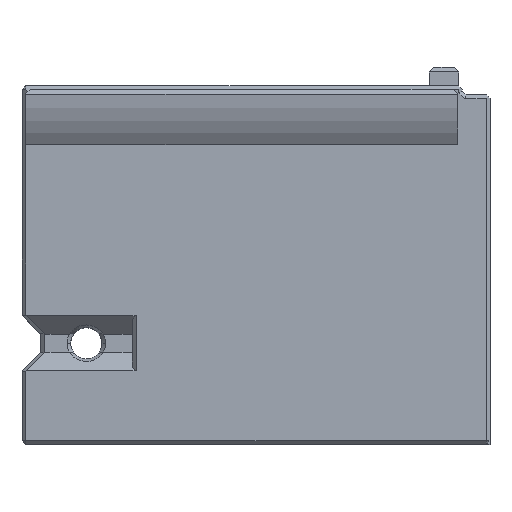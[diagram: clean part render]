
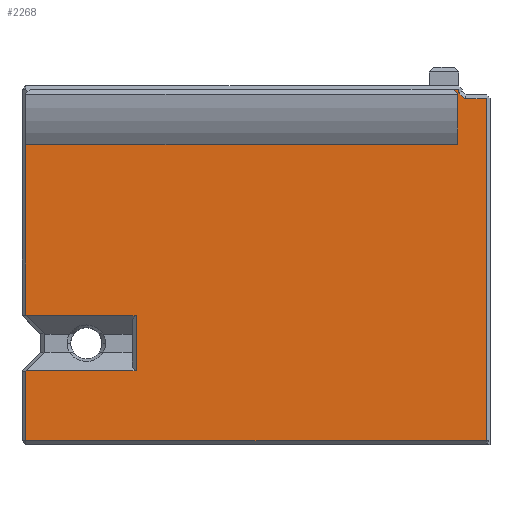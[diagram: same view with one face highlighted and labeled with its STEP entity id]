
A CAD part, top view. The second image highlights one B-rep face of the part: STEP entity #2268.
In plain terms, the highlighted planar face has unit normal (0, 0, 1).
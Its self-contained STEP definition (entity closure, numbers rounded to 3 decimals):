
#15 = VERTEX_POINT ( 'NONE', #1336 ) ;
#18 = ORIENTED_EDGE ( 'NONE', *, *, #1553, .F. ) ;
#74 = CARTESIAN_POINT ( 'NONE',  ( -50.9, 0., 4.2 ) ) ;
#77 = DIRECTION ( 'NONE',  ( -1., 0., 0. ) ) ;
#104 = DIRECTION ( 'NONE',  ( 0.707, -0.707, 0. ) ) ;
#116 = DIRECTION ( 'NONE',  ( 1., 0., 0. ) ) ;
#140 = ORIENTED_EDGE ( 'NONE', *, *, #3479, .F. ) ;
#159 = LINE ( 'NONE', #216, #4084 ) ;
#216 = CARTESIAN_POINT ( 'NONE',  ( -38.5, 5.5, 4.2 ) ) ;
#233 = VECTOR ( 'NONE', #5522, 1000. ) ;
#347 = VERTEX_POINT ( 'NONE', #4601 ) ;
#507 = VERTEX_POINT ( 'NONE', #4263 ) ;
#521 = DIRECTION ( 'NONE',  ( 0.707, -0.707, 0. ) ) ;
#590 = CARTESIAN_POINT ( 'NONE',  ( -50.5, 14.045, 4.2 ) ) ;
#670 = VERTEX_POINT ( 'NONE', #1079 ) ;
#743 = CARTESIAN_POINT ( 'NONE',  ( -38.175, 38.6, 4.2 ) ) ;
#822 = CARTESIAN_POINT ( 'NONE',  ( -38.175, 0.4, 4.2 ) ) ;
#851 = PLANE ( 'NONE',  #3136 ) ;
#963 = VECTOR ( 'NONE', #3695, 1000. ) ;
#997 = VERTEX_POINT ( 'NONE', #3281 ) ;
#1059 = DIRECTION ( 'NONE',  ( 0., 1., 0. ) ) ;
#1079 = CARTESIAN_POINT ( 'NONE',  ( -3.516, 38.1, 4.2 ) ) ;
#1113 = CARTESIAN_POINT ( 'NONE',  ( -50.5, 32.6, 4.2 ) ) ;
#1145 = CARTESIAN_POINT ( 'NONE',  ( -51.142, 7.634, 4.2 ) ) ;
#1273 = EDGE_CURVE ( 'NONE', #4897, #5849, #3617, .T. ) ;
#1289 = LINE ( 'NONE', #4471, #3628 ) ;
#1336 = CARTESIAN_POINT ( 'NONE',  ( -0.4, 37.6, 4.2 ) ) ;
#1355 = VECTOR ( 'NONE', #3263, 1000. ) ;
#1386 = LINE ( 'NONE', #822, #963 ) ;
#1390 = VERTEX_POINT ( 'NONE', #5150 ) ;
#1484 = LINE ( 'NONE', #2809, #6075 ) ;
#1489 = CARTESIAN_POINT ( 'NONE',  ( -3.4, 38.234, 4.2 ) ) ;
#1553 = EDGE_CURVE ( 'NONE', #997, #3158, #159, .T. ) ;
#1637 = LINE ( 'NONE', #2508, #2549 ) ;
#1666 = EDGE_CURVE ( 'NONE', #4071, #670, #1790, .T. ) ;
#1790 = LINE ( 'NONE', #4069, #3141 ) ;
#1933 = VECTOR ( 'NONE', #2261, 1000. ) ;
#2052 = EDGE_CURVE ( 'NONE', #1390, #15, #1289, .T. ) ;
#2087 = CARTESIAN_POINT ( 'NONE',  ( -0.4, 0., 4.2 ) ) ;
#2166 = DIRECTION ( 'NONE',  ( 1., 0., 0. ) ) ;
#2189 = DIRECTION ( 'NONE',  ( 1., 0., 0. ) ) ;
#2261 = DIRECTION ( 'NONE',  ( 0., 1., 0. ) ) ;
#2268 = ADVANCED_FACE ( 'NONE', ( #5290 ), #851, .T. ) ;
#2508 = CARTESIAN_POINT ( 'NONE',  ( -50.9, 14., 4.2 ) ) ;
#2523 = DIRECTION ( 'NONE',  ( -0.894, 0.447, 0. ) ) ;
#2549 = VECTOR ( 'NONE', #2166, 1000. ) ;
#2575 = EDGE_LOOP ( 'NONE', ( #5795, #140, #4621, #6001, #5064, #18, #5638, #2959, #4968, #4940, #3385, #3943, #4855, #3684, #5689, #3904 ) ) ;
#2591 = CARTESIAN_POINT ( 'NONE',  ( -0.4, 0.4, 4.2 ) ) ;
#2729 = VECTOR ( 'NONE', #77, 1000. ) ;
#2809 = CARTESIAN_POINT ( 'NONE',  ( -5.558, 40.392, 4.2 ) ) ;
#2890 = CARTESIAN_POINT ( 'NONE',  ( -45.722, 11.656, 4.2 ) ) ;
#2959 = ORIENTED_EDGE ( 'NONE', *, *, #3028, .F. ) ;
#2963 = LINE ( 'NONE', #4490, #3228 ) ;
#3028 = EDGE_CURVE ( 'NONE', #5516, #507, #3461, .T. ) ;
#3122 = VECTOR ( 'NONE', #2523, 1000. ) ;
#3136 = AXIS2_PLACEMENT_3D ( 'NONE', #74, #3870, #3778 ) ;
#3141 = VECTOR ( 'NONE', #3177, 1000. ) ;
#3158 = VERTEX_POINT ( 'NONE', #4589 ) ;
#3177 = DIRECTION ( 'NONE',  ( 0., 1., 0. ) ) ;
#3228 = VECTOR ( 'NONE', #5498, 1000. ) ;
#3263 = DIRECTION ( 'NONE',  ( 0., -1., 0. ) ) ;
#3281 = CARTESIAN_POINT ( 'NONE',  ( -38.5, 8., 4.2 ) ) ;
#3385 = ORIENTED_EDGE ( 'NONE', *, *, #5720, .F. ) ;
#3461 = LINE ( 'NONE', #1145, #5565 ) ;
#3479 = EDGE_CURVE ( 'NONE', #347, #4071, #5791, .T. ) ;
#3602 = CARTESIAN_POINT ( 'NONE',  ( -3.4, 19.25, 4.2 ) ) ;
#3607 = VERTEX_POINT ( 'NONE', #2591 ) ;
#3609 = VECTOR ( 'NONE', #4432, 1000. ) ;
#3617 = LINE ( 'NONE', #743, #233 ) ;
#3628 = VECTOR ( 'NONE', #2189, 1000. ) ;
#3684 = ORIENTED_EDGE ( 'NONE', *, *, #5099, .F. ) ;
#3695 = DIRECTION ( 'NONE',  ( -1., 0., 0. ) ) ;
#3778 = DIRECTION ( 'NONE',  ( 1., 0., 0. ) ) ;
#3783 = EDGE_CURVE ( 'NONE', #5306, #5999, #5784, .T. ) ;
#3804 = LINE ( 'NONE', #5223, #6064 ) ;
#3859 = EDGE_CURVE ( 'NONE', #997, #507, #4375, .T. ) ;
#3870 = DIRECTION ( 'NONE',  ( 0., 0., 1. ) ) ;
#3904 = ORIENTED_EDGE ( 'NONE', *, *, #5592, .T. ) ;
#3943 = ORIENTED_EDGE ( 'NONE', *, *, #2052, .F. ) ;
#3981 = CARTESIAN_POINT ( 'NONE',  ( -4.016, 38.6, 4.2 ) ) ;
#4069 = CARTESIAN_POINT ( 'NONE',  ( -3.516, 38.6, 4.2 ) ) ;
#4071 = VERTEX_POINT ( 'NONE', #4691 ) ;
#4077 = CARTESIAN_POINT ( 'NONE',  ( -50.5, 0.4, 4.2 ) ) ;
#4084 = VECTOR ( 'NONE', #1059, 1000. ) ;
#4092 = EDGE_CURVE ( 'NONE', #5955, #1390, #1484, .T. ) ;
#4108 = CARTESIAN_POINT ( 'NONE',  ( -3.4, 38.6, 4.2 ) ) ;
#4133 = LINE ( 'NONE', #3602, #1355 ) ;
#4263 = CARTESIAN_POINT ( 'NONE',  ( -50.41, 8., 4.2 ) ) ;
#4308 = CARTESIAN_POINT ( 'NONE',  ( -50.9, 8., 4.2 ) ) ;
#4375 = LINE ( 'NONE', #4308, #2729 ) ;
#4432 = DIRECTION ( 'NONE',  ( 0., -1., 0. ) ) ;
#4471 = CARTESIAN_POINT ( 'NONE',  ( -25.45, 37.6, 4.2 ) ) ;
#4490 = CARTESIAN_POINT ( 'NONE',  ( -50.5, 0., 4.2 ) ) ;
#4497 = VECTOR ( 'NONE', #116, 1000. ) ;
#4589 = CARTESIAN_POINT ( 'NONE',  ( -38.5, 14., 4.2 ) ) ;
#4601 = CARTESIAN_POINT ( 'NONE',  ( -50.5, 32.6, 4.2 ) ) ;
#4621 = ORIENTED_EDGE ( 'NONE', *, *, #5334, .F. ) ;
#4691 = CARTESIAN_POINT ( 'NONE',  ( -3.516, 32.6, 4.2 ) ) ;
#4855 = ORIENTED_EDGE ( 'NONE', *, *, #4092, .F. ) ;
#4897 = VERTEX_POINT ( 'NONE', #3981 ) ;
#4940 = ORIENTED_EDGE ( 'NONE', *, *, #5084, .F. ) ;
#4952 = CARTESIAN_POINT ( 'NONE',  ( -50.41, 14., 4.2 ) ) ;
#4954 = EDGE_CURVE ( 'NONE', #5306, #3158, #1637, .T. ) ;
#4968 = ORIENTED_EDGE ( 'NONE', *, *, #5818, .F. ) ;
#5064 = ORIENTED_EDGE ( 'NONE', *, *, #4954, .T. ) ;
#5084 = EDGE_CURVE ( 'NONE', #3607, #5654, #1386, .T. ) ;
#5099 = EDGE_CURVE ( 'NONE', #5849, #5955, #4133, .T. ) ;
#5121 = CARTESIAN_POINT ( 'NONE',  ( -50.5, 0., 4.2 ) ) ;
#5150 = CARTESIAN_POINT ( 'NONE',  ( -2.766, 37.6, 4.2 ) ) ;
#5223 = CARTESIAN_POINT ( 'NONE',  ( -4.016, 38.6, 4.2 ) ) ;
#5290 = FACE_OUTER_BOUND ( 'NONE', #2575, .T. ) ;
#5306 = VERTEX_POINT ( 'NONE', #4952 ) ;
#5334 = EDGE_CURVE ( 'NONE', #5999, #347, #2963, .T. ) ;
#5338 = DIRECTION ( 'NONE',  ( 0.894, 0.447, 0. ) ) ;
#5498 = DIRECTION ( 'NONE',  ( 0., 1., 0. ) ) ;
#5516 = VERTEX_POINT ( 'NONE', #5680 ) ;
#5522 = DIRECTION ( 'NONE',  ( 1., 0., 0. ) ) ;
#5565 = VECTOR ( 'NONE', #5338, 1000. ) ;
#5584 = LINE ( 'NONE', #5121, #1933 ) ;
#5592 = EDGE_CURVE ( 'NONE', #4897, #670, #3804, .T. ) ;
#5638 = ORIENTED_EDGE ( 'NONE', *, *, #3859, .T. ) ;
#5654 = VERTEX_POINT ( 'NONE', #4077 ) ;
#5680 = CARTESIAN_POINT ( 'NONE',  ( -50.5, 7.955, 4.2 ) ) ;
#5689 = ORIENTED_EDGE ( 'NONE', *, *, #1273, .F. ) ;
#5720 = EDGE_CURVE ( 'NONE', #15, #3607, #5835, .T. ) ;
#5784 = LINE ( 'NONE', #2890, #3122 ) ;
#5791 = LINE ( 'NONE', #1113, #4497 ) ;
#5795 = ORIENTED_EDGE ( 'NONE', *, *, #1666, .F. ) ;
#5818 = EDGE_CURVE ( 'NONE', #5654, #5516, #5584, .T. ) ;
#5835 = LINE ( 'NONE', #2087, #3609 ) ;
#5849 = VERTEX_POINT ( 'NONE', #4108 ) ;
#5955 = VERTEX_POINT ( 'NONE', #1489 ) ;
#5999 = VERTEX_POINT ( 'NONE', #590 ) ;
#6001 = ORIENTED_EDGE ( 'NONE', *, *, #3783, .F. ) ;
#6064 = VECTOR ( 'NONE', #104, 1000. ) ;
#6075 = VECTOR ( 'NONE', #521, 1000. ) ;
